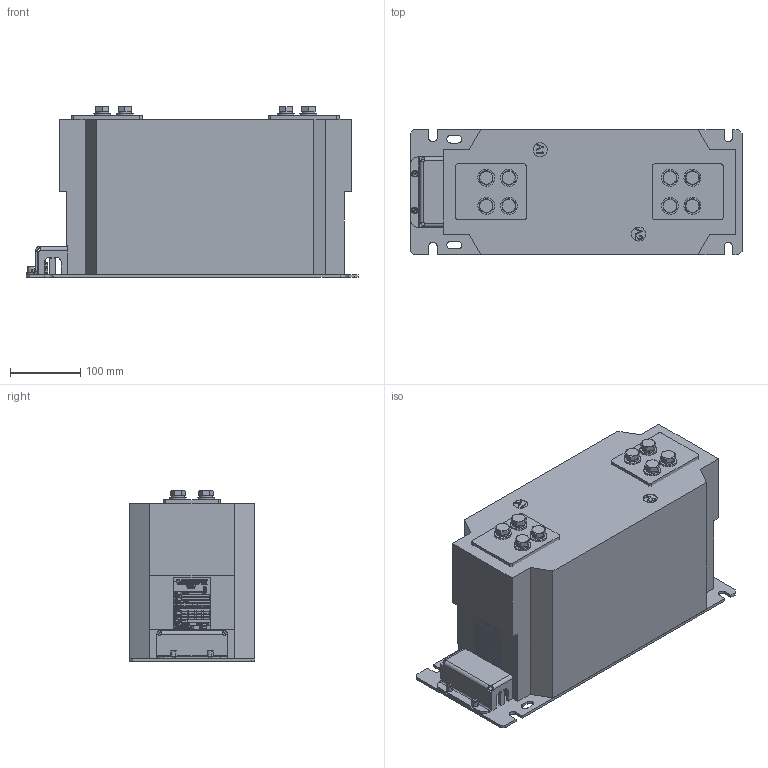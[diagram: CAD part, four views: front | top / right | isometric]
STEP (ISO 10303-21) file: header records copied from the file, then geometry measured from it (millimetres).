
FILE_DESCRIPTION (( 'STEP AP214' ), '1' );
FILE_NAME ('ﾒﾋﾊ-ﾑﾒ-10-13.1.STEP', '2023-07-03T10:35:00', ( '' ), ( '' ), 'SwSTEP 2.0', 'SolidWorks 2014', '' );
FILE_SCHEMA (( 'AUTOMOTIVE_DESIGN' ));
Length unit declared in the file: millimetre
Products named in the file (27): Ïðîâîä ÏÝÒÂ-2 ÒÓ-705110-79^ÂÅÈÓ.684419.009 Ìàãíèòîïðîâîä ñ îáìîòêîé_50; ÂÅÈÓ.754312.182À Òàáëè÷êà òåõíè÷åñêèõ äàííûõ ÒËÊ-ÑÒ_-00; Ëåíòà áàòèñòîâàÿ ËÝ25-39 õ á S0.22 ÃÎÑÒ 4514-78^ÂÅÈÓ.684419.009 Ìàãíèòîïðîâîä ñ îáìîòêîé_50; Áîëò ÃÎÑÒ 7798-70_12å30; ÂÅÈÓ.685461.007 Ïåðâè÷íàÿ îáìîòêà; Øàéáà ïðóæ. ÃÎÑÒ 6402-70_12; socket countersunk head screw_din_DIN 7991 - M10 x 30 --- 30N; ﾘ琺矜 ﾃﾎﾑﾒ 11371-78_12; 屡扔.757465.023 袜觐礤黜桕; 屡扔.758181.002 妈眚 镫铎徼痤忸黜; 屡扔.685528.011 罔磬_-01; Áîëò ÃÎÑÒ 7805-70_Œ5å12; 屡扔.685528.011 罔磬; Øàéáà ïðóæ. ÃÎÑÒ 6402-70_5; 屡扔.685528.010 仳囗汔; ﾘ琺矜 ﾃﾎﾑﾒ 11371-78_5; Êîìïàóíä ÒËÊ-ÑÒ-10-13.1_01; ÂÅÈÓ.735314.027 Êðûøêà çàùèòíàÿ_-00; Ãàéêà êë. À ÃÎÑÒ 5927-70_6; ﾒﾋﾊ-ﾑﾒ-10-13.1; Øàéáà ïðóæ. ÃÎÑÒ 6402-70_6; ﾘ琺矜 ﾃﾎﾑﾒ 11371-78_6; Âèíò ïîòàé ÃÎÑÒ 17475-80_6å25; Êîïèÿ (2) Îñíîâàíèå^ÂÅÈÓ.671213.546 Ñáîðêà ñ çàëèâêîé ÒËÊ-ÑÒ-10-13.1_00; 屡扔.758472.007 绵殛郷-02; ÂÅÈÓ.671213.345 Àêòèâíàÿ ÷àñòü ÒËÊ-ÑÒ-10-13.1; ÂÅÈÓ.684419.009 Ìàãíèòîïðîâîä ñ îáìîòêîé_03
Assembly tree (97 placements, depth 4):
  ﾒﾋﾊ-ﾑﾒ-10-13.1
    Êîìïàóíä ÒËÊ-ÑÒ-10-13.1_01
    ÂÅÈÓ.671213.345 Àêòèâíàÿ ÷àñòü ÒËÊ-ÑÒ-10-13.1
      ÂÅÈÓ.685461.007 Ïåðâè÷íàÿ îáìîòêà
        屡扔.685528.010 仳囗汔
        屡扔.685528.011 罔磬  x2
        屡扔.685528.011 罔磬_-01  x2
        屡扔.757465.023 袜觐礤黜桕  x2
        socket countersunk head screw_din_DIN 7991 - M10 x 30 --- 30N  x2
      ÂÅÈÓ.684419.009 Ìàãíèòîïðîâîä ñ îáìîòêîé_03  x4
        Ëåíòà áàòèñòîâàÿ ËÝ25-39 õ á S0.22 ÃÎÑÒ 4514-78^ÂÅÈÓ.684419.009 Ìàãíèòîïðîâîä ñ îáìîòêîé_50
        Ïðîâîä ÏÝÒÂ-2 ÒÓ-705110-79^ÂÅÈÓ.684419.009 Ìàãíèòîïðîâîä ñ îáìîòêîé_50
    屡扔.758472.007 绵殛郷-02  x8
    Êîïèÿ (2) Îñíîâàíèå^ÂÅÈÓ.671213.546 Ñáîðêà ñ çàëèâêîé ÒËÊ-ÑÒ-10-13.1_00
    Âèíò ïîòàé ÃÎÑÒ 17475-80_6å25  x6
    ﾘ琺矜 ﾃﾎﾑﾒ 11371-78_6  x6
    Øàéáà ïðóæ. ÃÎÑÒ 6402-70_6  x2
    Ãàéêà êë. À ÃÎÑÒ 5927-70_6  x4
    ÂÅÈÓ.735314.027 Êðûøêà çàùèòíàÿ_-00
    ﾘ琺矜 ﾃﾎﾑﾒ 11371-78_5  x8
    Øàéáà ïðóæ. ÃÎÑÒ 6402-70_5  x8
    Áîëò ÃÎÑÒ 7805-70_Œ5å12  x8
    屡扔.758181.002 妈眚 镫铎徼痤忸黜  x2
    ﾘ琺矜 ﾃﾎﾑﾒ 11371-78_12  x8
    Øàéáà ïðóæ. ÃÎÑÒ 6402-70_12  x8
    Áîëò ÃÎÑÒ 7798-70_12å30  x8
    ÂÅÈÓ.754312.182À Òàáëè÷êà òåõíè÷åñêèõ äàííûõ ÒËÊ-ÑÒ_-00
Bounding box: 472 x 178 x 243 mm (x, y, z)
Volume: 17635215.3 mm3; surface area: 1629143.3 mm2
Topology: 97 solids, 97 shells, 4804 faces, 12202 edges, 7920 vertices
Faces by surface type: plane 2683, bspline 1016, cylinder 576, cone 317, torus 212
Entity records: 194750 total; most frequent: CARTESIAN_POINT 79524, ORIENTED_EDGE 19208, DIRECTION 13774, EDGE_CURVE 9604, VECTOR 6838, LINE 6838, VERTEX_POINT 6348, EDGE_LOOP 4054
